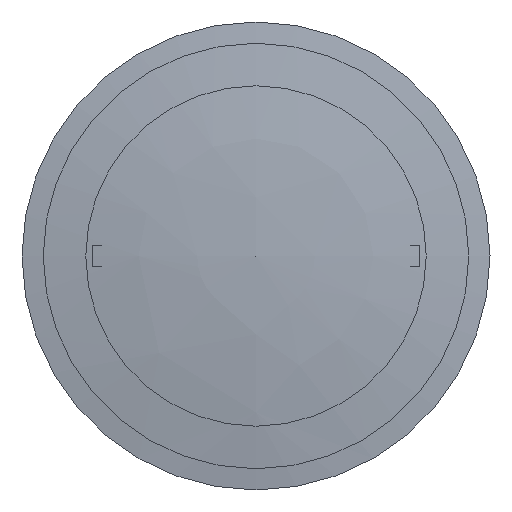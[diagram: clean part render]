
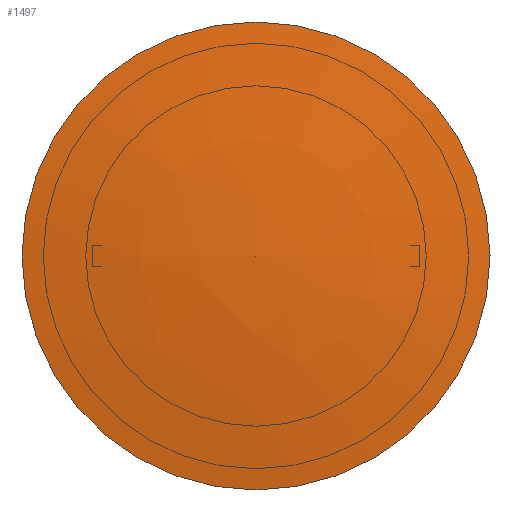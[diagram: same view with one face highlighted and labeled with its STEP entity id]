
A CAD part, left-side view. The second image highlights one B-rep face of the part: STEP entity #1497.
In plain terms, the highlighted free-form (B-spline) face has degree [2, 2] with [3, 9] control points.
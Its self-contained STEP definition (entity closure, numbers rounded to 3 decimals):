
#32=(
BOUNDED_SURFACE()
B_SPLINE_SURFACE(2,2,((#2672,#2673,#2674,#2675,#2676,#2677,#2678,#2679,
#2680),(#2681,#2682,#2683,#2684,#2685,#2686,#2687,#2688,#2689),(#2690,#2691,
#2692,#2693,#2694,#2695,#2696,#2697,#2698)),.UNSPECIFIED.,.F.,.T.,.F.)
B_SPLINE_SURFACE_WITH_KNOTS((3,3),(3,2,2,2,3),(1.397,1.563),
(-3.142,-1.571,0.,1.571,3.142),
 .UNSPECIFIED.)
GEOMETRIC_REPRESENTATION_ITEM()
RATIONAL_B_SPLINE_SURFACE(((1.,0.707,1.,0.707,1.,
0.707,1.,0.707,1.),(0.997,0.705,
0.997,0.705,0.997,0.705,0.997,
0.705,0.997),(1.,0.707,1.,0.707,
1.,0.707,1.,0.707,1.)))
REPRESENTATION_ITEM('')
SURFACE()
);
#208=FACE_OUTER_BOUND('',#310,.T.);
#310=EDGE_LOOP('',(#1206,#1207,#1208,#1209));
#588=CIRCLE('',#1771,16.5);
#589=CIRCLE('',#1772,16.5);
#590=CIRCLE('',#1773,100.);
#732=VERTEX_POINT('',#2667);
#733=VERTEX_POINT('',#2668);
#734=VERTEX_POINT('',#2699);
#901=EDGE_CURVE('',#732,#733,#588,.T.);
#903=EDGE_CURVE('',#733,#732,#589,.T.);
#904=EDGE_CURVE('',#734,#733,#590,.T.);
#1206=ORIENTED_EDGE('',*,*,#904,.T.);
#1207=ORIENTED_EDGE('',*,*,#903,.T.);
#1208=ORIENTED_EDGE('',*,*,#901,.T.);
#1209=ORIENTED_EDGE('',*,*,#904,.F.);
#1497=ADVANCED_FACE('',(#208),#32,.F.);
#1771=AXIS2_PLACEMENT_3D('',#2669,#2132,#2133);
#1772=AXIS2_PLACEMENT_3D('',#2671,#2135,#2136);
#1773=AXIS2_PLACEMENT_3D('',#2700,#2137,#2138);
#2132=DIRECTION('center_axis',(-1.,0.,0.));
#2133=DIRECTION('ref_axis',(0.,0.,1.));
#2135=DIRECTION('center_axis',(-1.,0.,0.));
#2136=DIRECTION('ref_axis',(0.,0.,1.));
#2137=DIRECTION('center_axis',(0.,-1.,0.));
#2138=DIRECTION('ref_axis',(0.,0.,-1.));
#2667=CARTESIAN_POINT('',(1.5,-16.5,0.));
#2668=CARTESIAN_POINT('',(1.5,0.,-16.5));
#2669=CARTESIAN_POINT('Origin',(1.5,0.,0.));
#2671=CARTESIAN_POINT('Origin',(1.5,0.,0.));
#2672=CARTESIAN_POINT('Ctrl Pts',(1.5,0.,
-16.5));
#2673=CARTESIAN_POINT('Ctrl Pts',(1.5,-16.5,-16.5));
#2674=CARTESIAN_POINT('Ctrl Pts',(1.5,-16.5,0.));
#2675=CARTESIAN_POINT('Ctrl Pts',(1.5,-16.5,16.5));
#2676=CARTESIAN_POINT('Ctrl Pts',(1.5,0.,
16.5));
#2677=CARTESIAN_POINT('Ctrl Pts',(1.5,16.5,16.5));
#2678=CARTESIAN_POINT('Ctrl Pts',(1.5,16.5,0.));
#2679=CARTESIAN_POINT('Ctrl Pts',(1.5,16.5,-16.5));
#2680=CARTESIAN_POINT('Ctrl Pts',(1.5,0.,
-16.5));
#2681=CARTESIAN_POINT('Ctrl Pts',(0.064,0.,
-8.312));
#2682=CARTESIAN_POINT('Ctrl Pts',(0.064,-8.312,
-8.312));
#2683=CARTESIAN_POINT('Ctrl Pts',(0.064,-8.312,0.));
#2684=CARTESIAN_POINT('Ctrl Pts',(0.064,-8.312,
8.312));
#2685=CARTESIAN_POINT('Ctrl Pts',(0.064,0.,
8.312));
#2686=CARTESIAN_POINT('Ctrl Pts',(0.064,8.312,8.312));
#2687=CARTESIAN_POINT('Ctrl Pts',(0.064,8.312,0.));
#2688=CARTESIAN_POINT('Ctrl Pts',(0.064,8.312,-8.312));
#2689=CARTESIAN_POINT('Ctrl Pts',(0.064,0.,
-8.312));
#2690=CARTESIAN_POINT('Ctrl Pts',(0.,0.,
0.));
#2691=CARTESIAN_POINT('Ctrl Pts',(0.,0.,
0.));
#2692=CARTESIAN_POINT('Ctrl Pts',(0.,0.,
0.));
#2693=CARTESIAN_POINT('Ctrl Pts',(0.,0.,
0.));
#2694=CARTESIAN_POINT('Ctrl Pts',(0.,0.,
0.));
#2695=CARTESIAN_POINT('Ctrl Pts',(0.,0.,
0.));
#2696=CARTESIAN_POINT('Ctrl Pts',(0.,0.,
0.));
#2697=CARTESIAN_POINT('Ctrl Pts',(0.,0.,
0.));
#2698=CARTESIAN_POINT('Ctrl Pts',(0.,0.,
0.));
#2699=CARTESIAN_POINT('',(0.,0.,0.));
#2700=CARTESIAN_POINT('Origin',(99.997,0.,0.772));
